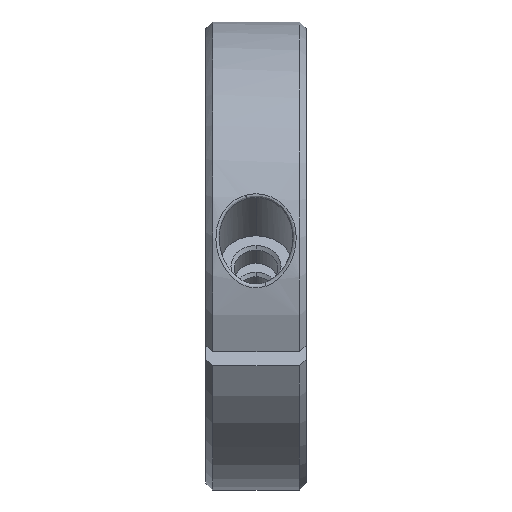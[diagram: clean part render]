
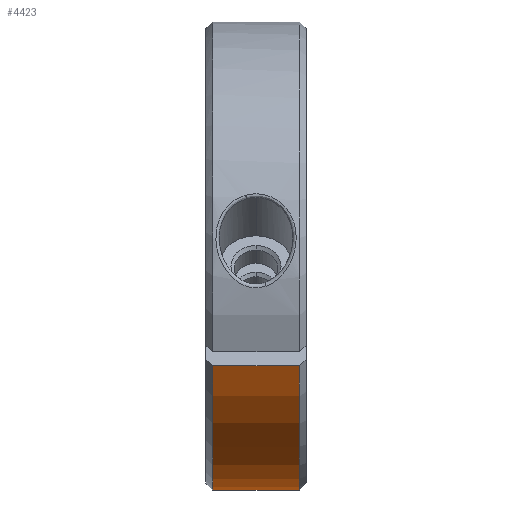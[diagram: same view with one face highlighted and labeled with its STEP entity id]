
A CAD part, left-side view. The second image highlights one B-rep face of the part: STEP entity #4423.
In plain terms, the highlighted cylindrical face has radius 35 mm (diameter 70 mm), a partial arc.
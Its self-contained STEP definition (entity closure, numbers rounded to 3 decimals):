
#54 = DIRECTION ( 'NONE',  ( 0., 0., 1. ) ) ;
#206 = DIRECTION ( 'NONE',  ( 0., -1., 0. ) ) ;
#454 = EDGE_CURVE ( 'NONE', #2312, #4868, #3215, .T. ) ;
#705 = EDGE_CURVE ( 'NONE', #3021, #2312, #8987, .T. ) ;
#715 = LINE ( 'NONE', #7766, #6508 ) ;
#1487 = CIRCLE ( 'NONE', #7324, 35. ) ;
#1554 = AXIS2_PLACEMENT_3D ( 'NONE', #3662, #2192, #54 ) ;
#1848 = ORIENTED_EDGE ( 'NONE', *, *, #3389, .T. ) ;
#1938 = CARTESIAN_POINT ( 'NONE',  ( 0., 6.5, 0. ) ) ;
#2058 = DIRECTION ( 'NONE',  ( 0., 0., 1. ) ) ;
#2192 = DIRECTION ( 'NONE',  ( 0., 1., 0. ) ) ;
#2312 = VERTEX_POINT ( 'NONE', #4778 ) ;
#3021 = VERTEX_POINT ( 'NONE', #3754 ) ;
#3215 = LINE ( 'NONE', #7227, #8175 ) ;
#3377 = DIRECTION ( 'NONE',  ( 0., -1., 0. ) ) ;
#3389 = EDGE_CURVE ( 'NONE', #4868, #6344, #1487, .T. ) ;
#3409 = ORIENTED_EDGE ( 'NONE', *, *, #454, .T. ) ;
#3537 = CYLINDRICAL_SURFACE ( 'NONE', #4957, 35. ) ;
#3602 = CARTESIAN_POINT ( 'NONE',  ( 0., 6.5, -35. ) ) ;
#3662 = CARTESIAN_POINT ( 'NONE',  ( 0., -6.5, 0. ) ) ;
#3754 = CARTESIAN_POINT ( 'NONE',  ( 0., -6.5, -35. ) ) ;
#4410 = ORIENTED_EDGE ( 'NONE', *, *, #8496, .T. ) ;
#4423 = ADVANCED_FACE ( 'NONE', ( #4856 ), #3537, .T. ) ;
#4778 = CARTESIAN_POINT ( 'NONE',  ( -30.917, -6.5, -16.406 ) ) ;
#4856 = FACE_OUTER_BOUND ( 'NONE', #8614, .T. ) ;
#4868 = VERTEX_POINT ( 'NONE', #6608 ) ;
#4957 = AXIS2_PLACEMENT_3D ( 'NONE', #7656, #206, #6938 ) ;
#6344 = VERTEX_POINT ( 'NONE', #3602 ) ;
#6508 = VECTOR ( 'NONE', #3377, 1000. ) ;
#6608 = CARTESIAN_POINT ( 'NONE',  ( -30.917, 6.5, -16.406 ) ) ;
#6938 = DIRECTION ( 'NONE',  ( 0., 0., -1. ) ) ;
#7227 = CARTESIAN_POINT ( 'NONE',  ( -30.917, -7.5, -16.406 ) ) ;
#7324 = AXIS2_PLACEMENT_3D ( 'NONE', #1938, #7860, #2058 ) ;
#7482 = ORIENTED_EDGE ( 'NONE', *, *, #705, .T. ) ;
#7656 = CARTESIAN_POINT ( 'NONE',  ( 0., 7.5, 0. ) ) ;
#7766 = CARTESIAN_POINT ( 'NONE',  ( 0., 7.5, -35. ) ) ;
#7860 = DIRECTION ( 'NONE',  ( 0., -1., 0. ) ) ;
#8175 = VECTOR ( 'NONE', #8767, 1000. ) ;
#8496 = EDGE_CURVE ( 'NONE', #6344, #3021, #715, .T. ) ;
#8614 = EDGE_LOOP ( 'NONE', ( #1848, #4410, #7482, #3409 ) ) ;
#8767 = DIRECTION ( 'NONE',  ( 0., 1., 0. ) ) ;
#8987 = CIRCLE ( 'NONE', #1554, 35. ) ;
